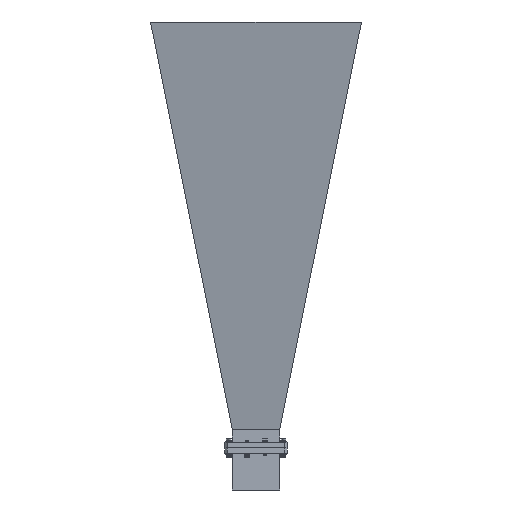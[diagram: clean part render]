
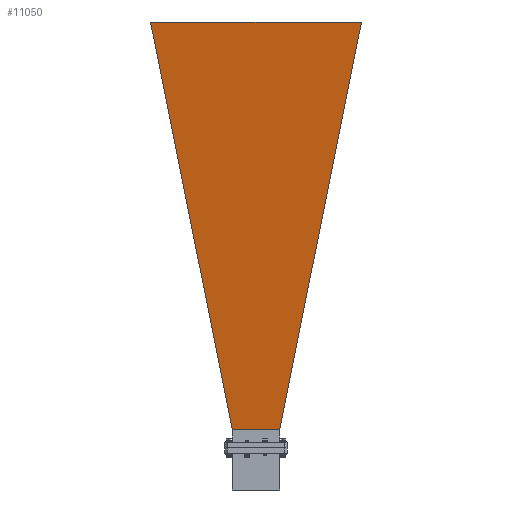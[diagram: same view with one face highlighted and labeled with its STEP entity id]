
A CAD part, front view. The second image highlights one B-rep face of the part: STEP entity #11050.
In plain terms, the highlighted face is planar.
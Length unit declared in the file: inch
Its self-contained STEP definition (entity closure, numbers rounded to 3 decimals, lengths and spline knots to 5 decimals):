
#237 = LINE ( 'NONE', #11677, #11695 ) ;
#659 = DIRECTION ( 'NONE',  ( 0., -1., 0. ) ) ;
#710 = VECTOR ( 'NONE', #11358, 39.37008 ) ;
#736 = CARTESIAN_POINT ( 'NONE',  ( -0.55411, 0., 1.95894 ) ) ;
#1156 = VERTEX_POINT ( 'NONE', #9742 ) ;
#1348 = ORIENTED_EDGE ( 'NONE', *, *, #8651, .T. ) ;
#3518 = EDGE_LOOP ( 'NONE', ( #7915, #13093, #1348, #7359 ) ) ;
#4090 = LINE ( 'NONE', #14360, #9694 ) ;
#4703 = DIRECTION ( 'NONE',  ( 0.158, -0.194, -0.968 ) ) ;
#5706 = EDGE_CURVE ( 'NONE', #1156, #7777, #6961, .T. ) ;
#6004 = DIRECTION ( 'NONE',  ( -0.161, 0., 0.987 ) ) ;
#6644 = EDGE_CURVE ( 'NONE', #7777, #8533, #4090, .T. ) ;
#6961 = LINE ( 'NONE', #10334, #710 ) ;
#7359 = ORIENTED_EDGE ( 'NONE', *, *, #10010, .T. ) ;
#7703 = AXIS2_PLACEMENT_3D ( 'NONE', #10634, #12869, #6004 ) ;
#7777 = VERTEX_POINT ( 'NONE', #8102 ) ;
#7915 = ORIENTED_EDGE ( 'NONE', *, *, #5706, .T. ) ;
#8102 = CARTESIAN_POINT ( 'NONE',  ( -3.51549, -4.69752, 20.12698 ) ) ;
#8151 = CARTESIAN_POINT ( 'NONE',  ( -0.55411, 1.05455, 1.95894 ) ) ;
#8533 = VERTEX_POINT ( 'NONE', #14523 ) ;
#8651 = EDGE_CURVE ( 'NONE', #8533, #8812, #237, .T. ) ;
#8812 = VERTEX_POINT ( 'NONE', #8151 ) ;
#9548 = LINE ( 'NONE', #736, #11959 ) ;
#9694 = VECTOR ( 'NONE', #13015, 39.37008 ) ;
#9742 = CARTESIAN_POINT ( 'NONE',  ( -0.55411, -1.05455, 1.95894 ) ) ;
#10010 = EDGE_CURVE ( 'NONE', #8812, #1156, #9548, .T. ) ;
#10334 = CARTESIAN_POINT ( 'NONE',  ( -0.55411, -1.05455, 1.95894 ) ) ;
#10634 = CARTESIAN_POINT ( 'NONE',  ( -2.03248, 0., 11.02874 ) ) ;
#11050 = ADVANCED_FACE ( 'NONE', ( #11751 ), #13683, .T. ) ;
#11358 = DIRECTION ( 'NONE',  ( -0.158, -0.194, 0.968 ) ) ;
#11677 = CARTESIAN_POINT ( 'NONE',  ( -3.51549, 4.69752, 20.12698 ) ) ;
#11695 = VECTOR ( 'NONE', #4703, 39.37008 ) ;
#11751 = FACE_OUTER_BOUND ( 'NONE', #3518, .T. ) ;
#11959 = VECTOR ( 'NONE', #659, 39.37008 ) ;
#12869 = DIRECTION ( 'NONE',  ( -0.987, 0., -0.161 ) ) ;
#13015 = DIRECTION ( 'NONE',  ( 0., 1., 0. ) ) ;
#13093 = ORIENTED_EDGE ( 'NONE', *, *, #6644, .T. ) ;
#13683 = PLANE ( 'NONE',  #7703 ) ;
#14360 = CARTESIAN_POINT ( 'NONE',  ( -3.51549, 0., 20.12698 ) ) ;
#14523 = CARTESIAN_POINT ( 'NONE',  ( -3.51549, 4.69752, 20.12698 ) ) ;
